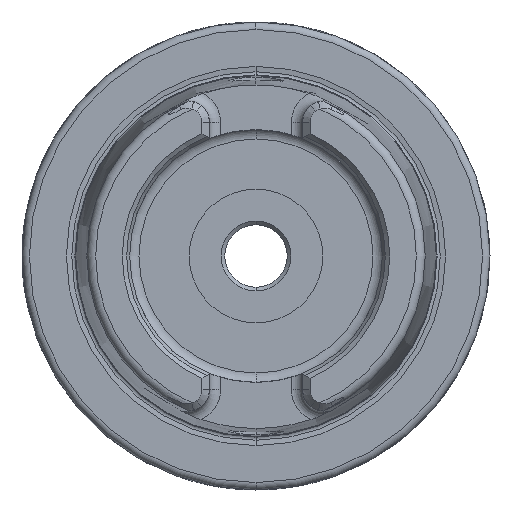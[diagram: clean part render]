
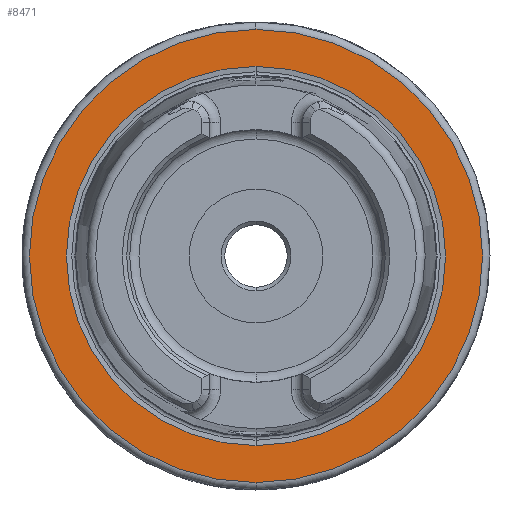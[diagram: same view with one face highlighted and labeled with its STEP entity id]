
A CAD part, left-side view. The second image highlights one B-rep face of the part: STEP entity #8471.
In plain terms, the highlighted planar face has unit normal (-1, 0, 0).
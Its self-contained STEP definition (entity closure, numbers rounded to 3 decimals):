
#179 = DIRECTION ( 'NONE',  ( -1., 0., 0. ) ) ;
#219 = EDGE_LOOP ( 'NONE', ( #7605, #7827 ) ) ;
#246 = CARTESIAN_POINT ( 'NONE',  ( -41.5, 0., 0. ) ) ;
#328 = AXIS2_PLACEMENT_3D ( 'NONE', #4923, #4643, #4675 ) ;
#825 = CARTESIAN_POINT ( 'NONE',  ( -41.5, 0., 30.5 ) ) ;
#912 = VERTEX_POINT ( 'NONE', #918 ) ;
#918 = CARTESIAN_POINT ( 'NONE',  ( -41.5, 0., -30.5 ) ) ;
#1118 = DIRECTION ( 'NONE',  ( 0., 0., -1. ) ) ;
#1526 = DIRECTION ( 'NONE',  ( 1., 0., 0. ) ) ;
#1621 = CARTESIAN_POINT ( 'NONE',  ( -41.5, 0., 0. ) ) ;
#1930 = AXIS2_PLACEMENT_3D ( 'NONE', #246, #179, #9402 ) ;
#2247 = AXIS2_PLACEMENT_3D ( 'NONE', #1621, #1526, #1118 ) ;
#2595 = AXIS2_PLACEMENT_3D ( 'NONE', #5980, #5942, #5881 ) ;
#2606 = AXIS2_PLACEMENT_3D ( 'NONE', #8046, #8010, #7998 ) ;
#2845 = VERTEX_POINT ( 'NONE', #825 ) ;
#3145 = EDGE_LOOP ( 'NONE', ( #8384, #9262 ) ) ;
#4191 = FACE_OUTER_BOUND ( 'NONE', #219, .T. ) ;
#4215 = FACE_BOUND ( 'NONE', #3145, .T. ) ;
#4588 = EDGE_CURVE ( 'NONE', #6948, #5388, #9105, .T. ) ;
#4643 = DIRECTION ( 'NONE',  ( 1., 0., 0. ) ) ;
#4675 = DIRECTION ( 'NONE',  ( 0., 0., -1. ) ) ;
#4682 = EDGE_CURVE ( 'NONE', #912, #2845, #9021, .T. ) ;
#4923 = CARTESIAN_POINT ( 'NONE',  ( -41.5, 31.5, 0. ) ) ;
#5129 = EDGE_CURVE ( 'NONE', #5388, #6948, #8484, .T. ) ;
#5153 = CARTESIAN_POINT ( 'NONE',  ( -41.5, 0., -25.521 ) ) ;
#5388 = VERTEX_POINT ( 'NONE', #5153 ) ;
#5695 = EDGE_CURVE ( 'NONE', #2845, #912, #7967, .T. ) ;
#5881 = DIRECTION ( 'NONE',  ( 0., 0., -1. ) ) ;
#5942 = DIRECTION ( 'NONE',  ( -1., 0., 0. ) ) ;
#5980 = CARTESIAN_POINT ( 'NONE',  ( -41.5, 0., 0. ) ) ;
#6948 = VERTEX_POINT ( 'NONE', #9486 ) ;
#7605 = ORIENTED_EDGE ( 'NONE', *, *, #4682, .T. ) ;
#7827 = ORIENTED_EDGE ( 'NONE', *, *, #5695, .T. ) ;
#7967 = CIRCLE ( 'NONE', #1930, 30.5 ) ;
#7998 = DIRECTION ( 'NONE',  ( 0., 0., -1. ) ) ;
#8010 = DIRECTION ( 'NONE',  ( 1., 0., 0. ) ) ;
#8046 = CARTESIAN_POINT ( 'NONE',  ( -41.5, 0., 0. ) ) ;
#8384 = ORIENTED_EDGE ( 'NONE', *, *, #4588, .T. ) ;
#8471 = ADVANCED_FACE ( 'NONE', ( #4191, #4215 ), #8861, .F. ) ;
#8484 = CIRCLE ( 'NONE', #2247, 25.521 ) ;
#8861 = PLANE ( 'NONE',  #328 ) ;
#9021 = CIRCLE ( 'NONE', #2595, 30.5 ) ;
#9105 = CIRCLE ( 'NONE', #2606, 25.521 ) ;
#9262 = ORIENTED_EDGE ( 'NONE', *, *, #5129, .T. ) ;
#9402 = DIRECTION ( 'NONE',  ( 0., 0., -1. ) ) ;
#9486 = CARTESIAN_POINT ( 'NONE',  ( -41.5, 0., 25.521 ) ) ;
